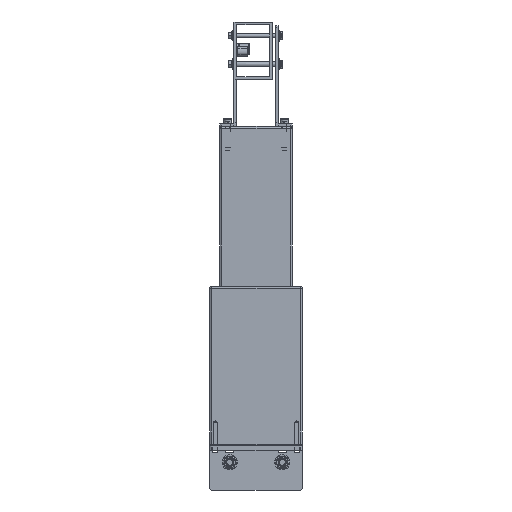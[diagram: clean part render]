
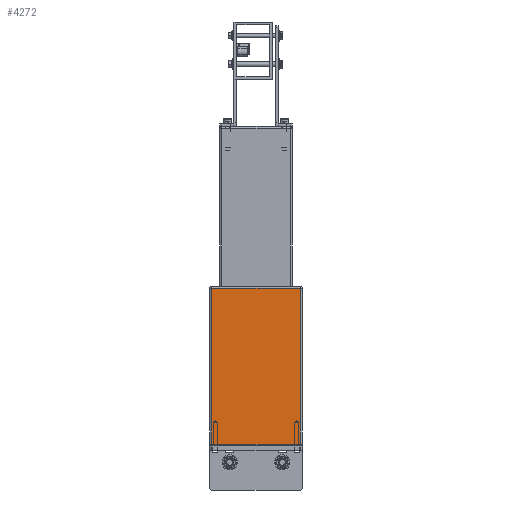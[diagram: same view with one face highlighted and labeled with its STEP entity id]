
A CAD part, left-side view. The second image highlights one B-rep face of the part: STEP entity #4272.
In plain terms, the highlighted planar face has unit normal (-1, 0, 0).
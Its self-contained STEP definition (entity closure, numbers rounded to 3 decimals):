
#369=PLANE('',#4841);
#526=FACE_OUTER_BOUND('',#798,.T.);
#798=EDGE_LOOP('',(#3177,#3178,#3179,#3180));
#1078=LINE('',#6780,#1413);
#1081=LINE('',#6784,#1416);
#1085=LINE('',#6790,#1420);
#1086=LINE('',#6792,#1421);
#1413=VECTOR('',#5503,10.);
#1416=VECTOR('',#5508,10.);
#1420=VECTOR('',#5516,10.);
#1421=VECTOR('',#5519,10.);
#1950=VERTEX_POINT('',#6703);
#1953=VERTEX_POINT('',#6710);
#1958=VERTEX_POINT('',#6720);
#1963=VERTEX_POINT('',#6732);
#2419=EDGE_CURVE('',#1953,#1963,#1078,.T.);
#2422=EDGE_CURVE('',#1963,#1958,#1081,.T.);
#2426=EDGE_CURVE('',#1958,#1950,#1085,.T.);
#2427=EDGE_CURVE('',#1950,#1953,#1086,.T.);
#3177=ORIENTED_EDGE('',*,*,#2419,.F.);
#3178=ORIENTED_EDGE('',*,*,#2427,.F.);
#3179=ORIENTED_EDGE('',*,*,#2426,.F.);
#3180=ORIENTED_EDGE('',*,*,#2422,.F.);
#4272=ADVANCED_FACE('',(#526),#369,.T.);
#4841=AXIS2_PLACEMENT_3D('',#6809,#5541,#5542);
#5503=DIRECTION('',(0.,1.,0.));
#5508=DIRECTION('',(0.,0.,1.));
#5516=DIRECTION('',(0.,-1.,0.));
#5519=DIRECTION('',(0.,0.,-1.));
#5541=DIRECTION('center_axis',(-1.,0.,0.));
#5542=DIRECTION('ref_axis',(0.,-1.,0.));
#6703=CARTESIAN_POINT('',(-97.,2.,165.));
#6710=CARTESIAN_POINT('',(-97.,2.,2.));
#6720=CARTESIAN_POINT('',(-97.,95.,165.));
#6732=CARTESIAN_POINT('',(-97.,95.,2.));
#6780=CARTESIAN_POINT('',(-97.,72.75,2.));
#6784=CARTESIAN_POINT('',(-97.,95.,0.));
#6790=CARTESIAN_POINT('',(-97.,72.75,165.));
#6792=CARTESIAN_POINT('',(-97.,2.,0.));
#6809=CARTESIAN_POINT('Origin',(-97.,97.,0.));
